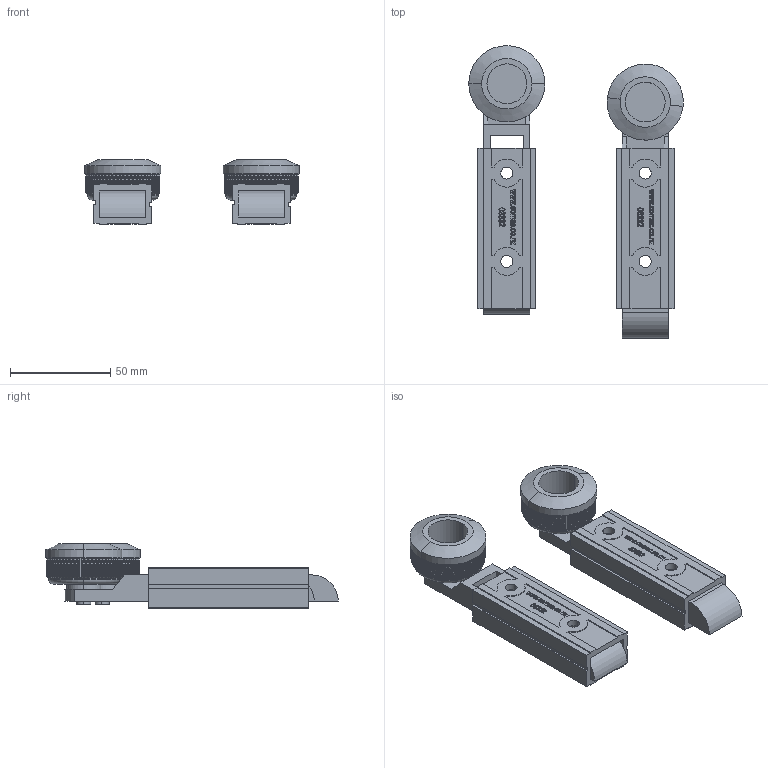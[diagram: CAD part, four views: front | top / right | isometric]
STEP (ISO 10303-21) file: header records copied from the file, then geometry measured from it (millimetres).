
FILE_DESCRIPTION (( 'STEP AP214' ), '1' );
FILE_NAME ('03332-Slam Latch Nose Down With Pull Knob Black 80mm.STEP', '2018-08-27T23:04:04', ( '' ), ( '' ), 'SwSTEP 2.0', 'SolidWorks 2018', '' );
FILE_SCHEMA (( 'AUTOMOTIVE_DESIGN' ));
Length unit declared in the file: millimetre
Products named in the file (4): 3332 Slam Latch Bk Nose Down-Pull Knob_2; 3332 Slam Latch Bk Nose Down-Pull Knob_1; 03332-Slam Latch Nose Down With Pull Knob Black 80mm; 3332 Slam Latch Bk Nose Down-Pull Knob_3
Assembly tree (6 placements, depth 2):
  03332-Slam Latch Nose Down With Pull Knob Black 80mm
    3332 Slam Latch Bk Nose Down-Pull Knob_1  x2
    3332 Slam Latch Bk Nose Down-Pull Knob_2  x2
    3332 Slam Latch Bk Nose Down-Pull Knob_3  x2
Bounding box: 106.97 x 145.91 x 32 mm (x, y, z)
Volume: 105176.2 mm3; surface area: 60817.3 mm2
Topology: 10 solids, 10 shells, 1352 faces, 3792 edges, 2524 vertices
Faces by surface type: plane 728, cylinder 366, bspline 246, cone 8, torus 4
Entity records: 29454 total; most frequent: CARTESIAN_POINT 12584, ORIENTED_EDGE 3792, DIRECTION 2738, EDGE_CURVE 1896, VERTEX_POINT 1262, VECTOR 1154, LINE 1154, AXIS2_PLACEMENT_3D 792
